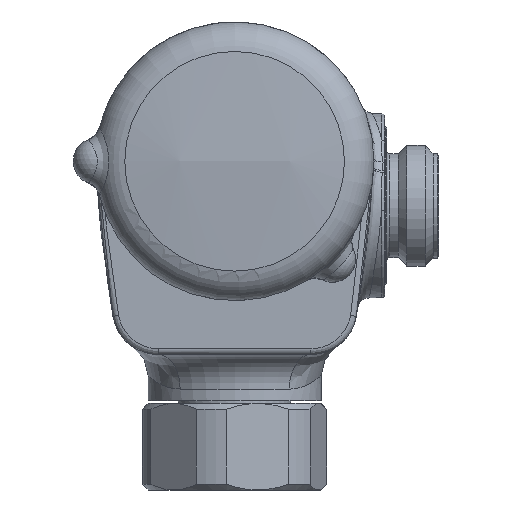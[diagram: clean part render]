
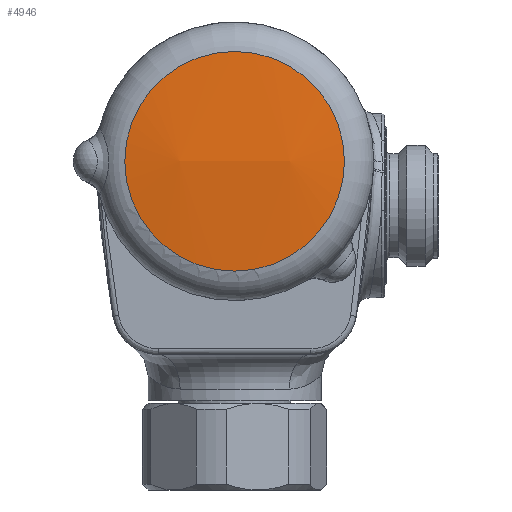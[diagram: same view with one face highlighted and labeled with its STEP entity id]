
A CAD part, left-side view. The second image highlights one B-rep face of the part: STEP entity #4946.
In plain terms, the highlighted spherical face has radius 130 mm.
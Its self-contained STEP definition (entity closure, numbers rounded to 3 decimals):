
#1554 = DIRECTION ( 'NONE',  ( 0., -1., 0. ) ) ;
#2555 = DIRECTION ( 'NONE',  ( -1., 0., 0. ) ) ;
#2682 = CARTESIAN_POINT ( 'NONE',  ( -143.646, -19.051, 57. ) ) ;
#3823 = AXIS2_PLACEMENT_3D ( 'NONE', #7707, #2555, #8502 ) ;
#4065 = VERTEX_POINT ( 'NONE', #2682 ) ;
#4862 = DIRECTION ( 'NONE',  ( 0., 0., -1. ) ) ;
#4946 = ADVANCED_FACE ( 'NONE', ( #7382 ), #7316, .T. ) ;
#5621 = CIRCLE ( 'NONE', #3823, 19.051 ) ;
#5707 = ORIENTED_EDGE ( 'NONE', *, *, #7982, .T. ) ;
#5747 = CARTESIAN_POINT ( 'NONE',  ( -15.049, 0., 57. ) ) ;
#5836 = EDGE_LOOP ( 'NONE', ( #5707 ) ) ;
#7316 = SPHERICAL_SURFACE ( 'NONE', #7745, 130. ) ;
#7382 = FACE_OUTER_BOUND ( 'NONE', #5836, .T. ) ;
#7707 = CARTESIAN_POINT ( 'NONE',  ( -143.646, 0., 57. ) ) ;
#7745 = AXIS2_PLACEMENT_3D ( 'NONE', #5747, #4862, #1554 ) ;
#7982 = EDGE_CURVE ( 'NONE', #4065, #4065, #5621, .T. ) ;
#8502 = DIRECTION ( 'NONE',  ( 0., -1., 0. ) ) ;
